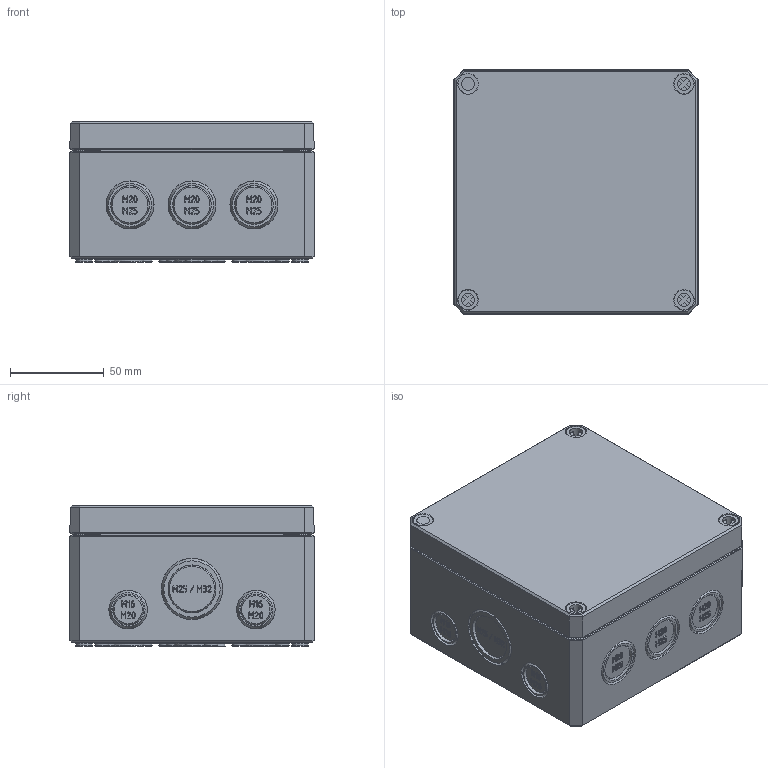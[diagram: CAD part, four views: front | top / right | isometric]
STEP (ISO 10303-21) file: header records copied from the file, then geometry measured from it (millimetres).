
FILE_DESCRIPTION(/* description */ (''),/* implementation_level */ '2;1');
FILE_NAME(/* name */ '0904103380 MBI 131308 MK.stp',/* time_stamp */ '2020-12-16T10:49:11+01:00',/* author */ ('alexander.rose'),/* organization */ (''),/* preprocessor_version */ 'ST-DEVELOPER v17.2',/* originating_system */ 'Autodesk Inventor 2019',/* authorisation */ '');
FILE_SCHEMA (('AUTOMOTIVE_DESIGN { 1 0 10303 214 3 1 1 }'));
Products named in the file (5): 0904103380 MBI 131308 H MK; 0902103382-UT_131360 - KO - Index01; 0903103381-OT_131315 Klar; Schraube _ M10 x 34 _ MBTK; Dichtung_1313xx
Assembly tree (7 placements, depth 2):
  0904103380 MBI 131308 H MK
    0902103382-UT_131360 - KO - Index01
    0903103381-OT_131315 Klar
    Schraube _ M10 x 34 _ MBTK  x4
    Dichtung_1313xx
Bounding box: 130 x 130 x 74.8 mm (x, y, z)
Volume: 222877 mm3; surface area: 169981.7 mm2
Topology: 7 solids, 7 shells, 3877 faces, 9980 edges, 6386 vertices
Faces by surface type: plane 1513, bspline 1368, cylinder 362, torus 334, cone 268, sphere 32
Full cylindrical faces by diameter (mm): 4.5 x4, 5 x4, 5.8 x8, 6 x2, 7 x4, 8.376 x4, 10.5 x4
Entity records: 120173 total; most frequent: CARTESIAN_POINT 37828, ORIENTED_EDGE 19014, DIRECTION 13397, EDGE_CURVE 9507, VERTEX_POINT 6089, LINE 4925, VECTOR 4925, AXIS2_PLACEMENT_3D 4236
